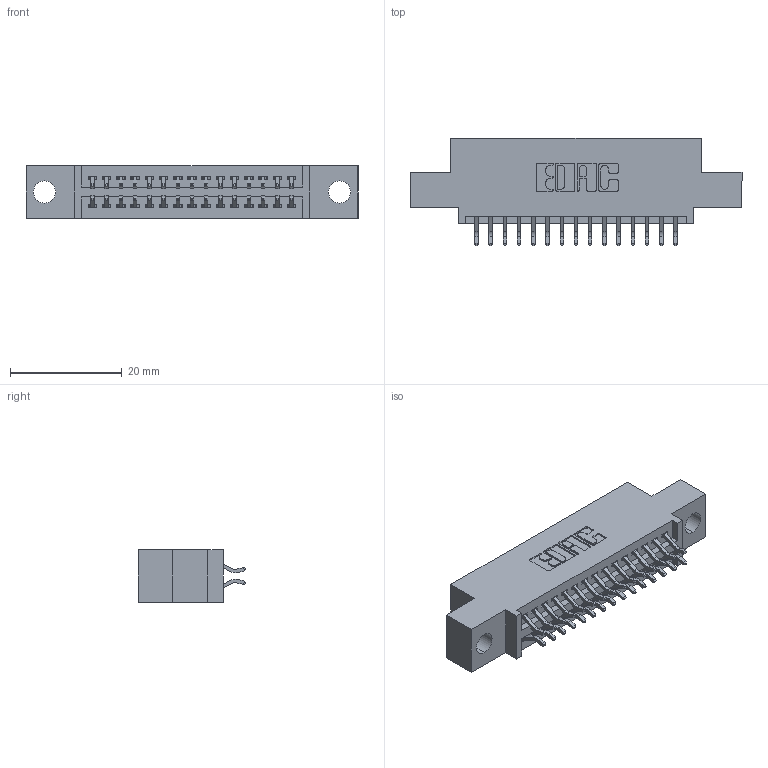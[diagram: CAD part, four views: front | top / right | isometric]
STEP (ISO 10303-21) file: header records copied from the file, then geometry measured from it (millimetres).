
FILE_DESCRIPTION (( 'STEP AP203' ), '1' );
FILE_NAME ('345-030-556-504.STEP', '2021-05-19T23:29:48', ( '' ), ( '' ), 'SwSTEP 2.0', 'SolidWorks 2020', '' );
FILE_SCHEMA (( 'CONFIG_CONTROL_DESIGN' ));
Length unit declared in the file: inch
Products named in the file (3): 345-292-001_556 Tail; 345 Part_0.110 Offset - 0.156 Dia-TI; 345-030-556-504
Assembly tree (31 placements, depth 2):
  345-030-556-504
    345 Part_0.110 Offset - 0.156 Dia-TI
    345-292-001_556 Tail  x30
Bounding box: 59.31 x 19.24 x 9.4 mm (x, y, z)
Volume: 5330.2 mm3; surface area: 7274.2 mm2
Topology: 31 solids, 31 shells, 1824 faces, 5399 edges, 3558 vertices
Faces by surface type: plane 1208, cylinder 616
Entity records: 16175 total; most frequent: CARTESIAN_POINT 2758, ORIENTED_EDGE 2678, DIRECTION 2451, EDGE_CURVE 1339, LINE 1139, VECTOR 1139, VERTEX_POINT 890, AXIS2_PLACEMENT_3D 656
